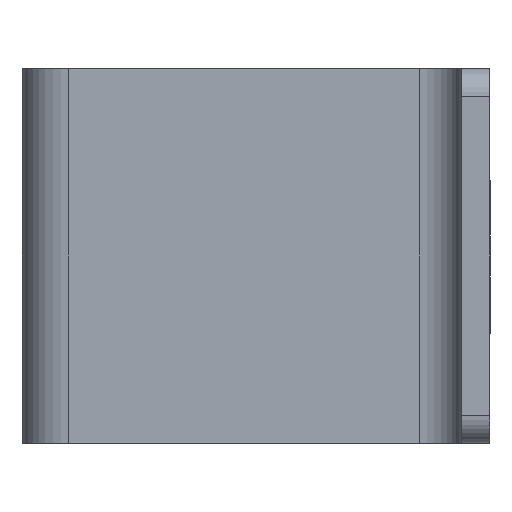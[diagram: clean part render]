
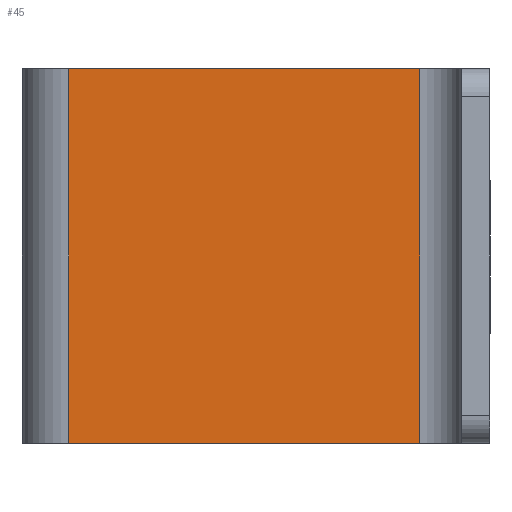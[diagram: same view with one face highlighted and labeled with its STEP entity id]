
A CAD part, left-side view. The second image highlights one B-rep face of the part: STEP entity #45.
In plain terms, the highlighted planar face has unit normal (-1, 0, 0).
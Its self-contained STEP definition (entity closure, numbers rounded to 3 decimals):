
#45 = ADVANCED_FACE ( 'NONE', ( #2052 ), #451, .T. ) ;
#124 = VECTOR ( 'NONE', #2528, 1000. ) ;
#229 = VECTOR ( 'NONE', #360, 1000. ) ;
#288 = EDGE_LOOP ( 'NONE', ( #1407, #3005, #2602, #326 ) ) ;
#326 = ORIENTED_EDGE ( 'NONE', *, *, #433, .F. ) ;
#342 = VERTEX_POINT ( 'NONE', #2958 ) ;
#348 = LINE ( 'NONE', #2303, #1950 ) ;
#360 = DIRECTION ( 'NONE',  ( 0., -1., 0. ) ) ;
#433 = EDGE_CURVE ( 'NONE', #946, #2689, #1611, .T. ) ;
#451 = PLANE ( 'NONE',  #2229 ) ;
#550 = CARTESIAN_POINT ( 'NONE',  ( -250., 4.5, -20. ) ) ;
#633 = CARTESIAN_POINT ( 'NONE',  ( -250., 47., -20. ) ) ;
#636 = DIRECTION ( 'NONE',  ( 0., 0., 1. ) ) ;
#652 = CARTESIAN_POINT ( 'NONE',  ( -250., 42., 20. ) ) ;
#682 = EDGE_CURVE ( 'NONE', #342, #2909, #1823, .T. ) ;
#870 = DIRECTION ( 'NONE',  ( 0., -1., 0. ) ) ;
#886 = CARTESIAN_POINT ( 'NONE',  ( -250., 47., -20. ) ) ;
#946 = VERTEX_POINT ( 'NONE', #652 ) ;
#969 = EDGE_CURVE ( 'NONE', #342, #946, #348, .T. ) ;
#1016 = LINE ( 'NONE', #550, #2984 ) ;
#1224 = CARTESIAN_POINT ( 'NONE',  ( -250., 4.5, 20. ) ) ;
#1359 = CARTESIAN_POINT ( 'NONE',  ( -250., 47., 20. ) ) ;
#1407 = ORIENTED_EDGE ( 'NONE', *, *, #969, .F. ) ;
#1507 = DIRECTION ( 'NONE',  ( 0., 0., 1. ) ) ;
#1611 = LINE ( 'NONE', #1359, #124 ) ;
#1823 = LINE ( 'NONE', #886, #229 ) ;
#1950 = VECTOR ( 'NONE', #636, 1000. ) ;
#1964 = EDGE_CURVE ( 'NONE', #2909, #2689, #1016, .T. ) ;
#2027 = CARTESIAN_POINT ( 'NONE',  ( -250., 4.5, -20. ) ) ;
#2052 = FACE_OUTER_BOUND ( 'NONE', #288, .T. ) ;
#2229 = AXIS2_PLACEMENT_3D ( 'NONE', #633, #2338, #870 ) ;
#2303 = CARTESIAN_POINT ( 'NONE',  ( -250., 42., -20. ) ) ;
#2338 = DIRECTION ( 'NONE',  ( -1., 0., 0. ) ) ;
#2528 = DIRECTION ( 'NONE',  ( 0., -1., 0. ) ) ;
#2602 = ORIENTED_EDGE ( 'NONE', *, *, #1964, .T. ) ;
#2689 = VERTEX_POINT ( 'NONE', #1224 ) ;
#2909 = VERTEX_POINT ( 'NONE', #2027 ) ;
#2958 = CARTESIAN_POINT ( 'NONE',  ( -250., 42., -20. ) ) ;
#2984 = VECTOR ( 'NONE', #1507, 1000. ) ;
#3005 = ORIENTED_EDGE ( 'NONE', *, *, #682, .T. ) ;
